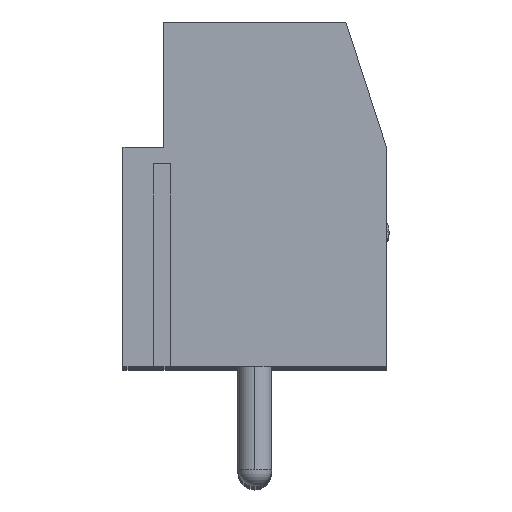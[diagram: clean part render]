
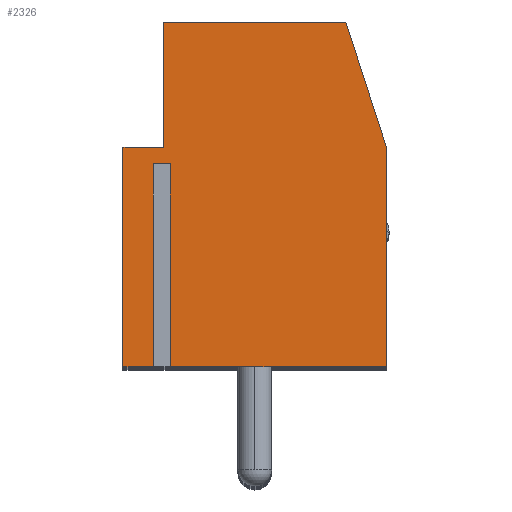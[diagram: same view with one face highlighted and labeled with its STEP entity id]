
A CAD part, top view. The second image highlights one B-rep face of the part: STEP entity #2326.
In plain terms, the highlighted planar face has unit normal (0, 0, 1).
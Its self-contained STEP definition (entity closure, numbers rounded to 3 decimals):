
#19 = DIRECTION ( 'NONE',  ( 0., -1., 0. ) ) ;
#39 = CARTESIAN_POINT ( 'NONE',  ( 3.9, 0., 0. ) ) ;
#52 = EDGE_CURVE ( 'NONE', #2357, #5206, #1612, .T. ) ;
#65 = CARTESIAN_POINT ( 'NONE',  ( 0., -5.1, 0. ) ) ;
#91 = EDGE_CURVE ( 'NONE', #5206, #157, #1308, .T. ) ;
#157 = VERTEX_POINT ( 'NONE', #1005 ) ;
#175 = CARTESIAN_POINT ( 'NONE',  ( -2.61, -5.1, 0. ) ) ;
#240 = CARTESIAN_POINT ( 'NONE',  ( -2.89, 0.9, 0. ) ) ;
#261 = LINE ( 'NONE', #39, #5161 ) ;
#290 = VERTEX_POINT ( 'NONE', #5484 ) ;
#374 = VECTOR ( 'NONE', #2282, 1000. ) ;
#478 = AXIS2_PLACEMENT_3D ( 'NONE', #596, #2901, #2884 ) ;
#514 = LINE ( 'NONE', #2144, #4927 ) ;
#548 = DIRECTION ( 'NONE',  ( 1., 0., 0. ) ) ;
#579 = CARTESIAN_POINT ( 'NONE',  ( 3.9, -5.1, 0. ) ) ;
#594 = LINE ( 'NONE', #4608, #3237 ) ;
#596 = CARTESIAN_POINT ( 'NONE',  ( 0., 0., 0. ) ) ;
#601 = ORIENTED_EDGE ( 'NONE', *, *, #2235, .F. ) ;
#702 = EDGE_CURVE ( 'NONE', #3075, #3397, #594, .T. ) ;
#869 = CARTESIAN_POINT ( 'NONE',  ( -2.7, 1.4, 0. ) ) ;
#887 = VECTOR ( 'NONE', #3764, 1000. ) ;
#1005 = CARTESIAN_POINT ( 'NONE',  ( -3.9, 1.4, 0. ) ) ;
#1008 = CARTESIAN_POINT ( 'NONE',  ( -3., 0.9, 0. ) ) ;
#1068 = EDGE_CURVE ( 'NONE', #157, #290, #2427, .T. ) ;
#1170 = VECTOR ( 'NONE', #2561, 1000. ) ;
#1174 = VECTOR ( 'NONE', #548, 1000. ) ;
#1184 = EDGE_CURVE ( 'NONE', #3927, #3816, #4431, .T. ) ;
#1308 = LINE ( 'NONE', #1520, #4990 ) ;
#1377 = DIRECTION ( 'NONE',  ( 0., 1., 0. ) ) ;
#1440 = DIRECTION ( 'NONE',  ( -1., 0., 0. ) ) ;
#1455 = CARTESIAN_POINT ( 'NONE',  ( 0., -5.1, 0. ) ) ;
#1520 = CARTESIAN_POINT ( 'NONE',  ( 0., 1.4, 0. ) ) ;
#1612 = LINE ( 'NONE', #2297, #374 ) ;
#1620 = LINE ( 'NONE', #2363, #2862 ) ;
#1828 = CARTESIAN_POINT ( 'NONE',  ( 3.9, 1.4, 0. ) ) ;
#2046 = CARTESIAN_POINT ( 'NONE',  ( -2.61, 0.9, 0. ) ) ;
#2089 = VERTEX_POINT ( 'NONE', #240 ) ;
#2144 = CARTESIAN_POINT ( 'NONE',  ( 0., 5.1, 0. ) ) ;
#2235 = EDGE_CURVE ( 'NONE', #3075, #3816, #261, .T. ) ;
#2282 = DIRECTION ( 'NONE',  ( 0., -1., 0. ) ) ;
#2297 = CARTESIAN_POINT ( 'NONE',  ( -2.7, 0., 0. ) ) ;
#2326 = ADVANCED_FACE ( 'NONE', ( #3710 ), #3521, .T. ) ;
#2349 = DIRECTION ( 'NONE',  ( -0.309, 0.951, 0. ) ) ;
#2357 = VERTEX_POINT ( 'NONE', #2359 ) ;
#2359 = CARTESIAN_POINT ( 'NONE',  ( -2.7, 5.1, 0. ) ) ;
#2363 = CARTESIAN_POINT ( 'NONE',  ( -2.61, -9.1, 0. ) ) ;
#2399 = VERTEX_POINT ( 'NONE', #2046 ) ;
#2427 = LINE ( 'NONE', #2922, #1170 ) ;
#2525 = VERTEX_POINT ( 'NONE', #5897 ) ;
#2561 = DIRECTION ( 'NONE',  ( 0., -1., 0. ) ) ;
#2788 = ORIENTED_EDGE ( 'NONE', *, *, #702, .T. ) ;
#2821 = DIRECTION ( 'NONE',  ( 0., 1., 0. ) ) ;
#2862 = VECTOR ( 'NONE', #2821, 1000. ) ;
#2884 = DIRECTION ( 'NONE',  ( 1., 0., 0. ) ) ;
#2901 = DIRECTION ( 'NONE',  ( 0., 0., 1. ) ) ;
#2922 = CARTESIAN_POINT ( 'NONE',  ( -3.9, 0., 0. ) ) ;
#2936 = ORIENTED_EDGE ( 'NONE', *, *, #1184, .T. ) ;
#2940 = ORIENTED_EDGE ( 'NONE', *, *, #4715, .T. ) ;
#3075 = VERTEX_POINT ( 'NONE', #1828 ) ;
#3105 = EDGE_LOOP ( 'NONE', ( #5240, #2940, #3647, #3884, #2936, #601, #2788, #4309, #5061, #3704, #4514 ) ) ;
#3237 = VECTOR ( 'NONE', #2349, 1000. ) ;
#3346 = DIRECTION ( 'NONE',  ( -1., 0., 0. ) ) ;
#3397 = VERTEX_POINT ( 'NONE', #5778 ) ;
#3521 = PLANE ( 'NONE',  #478 ) ;
#3523 = VECTOR ( 'NONE', #3346, 1000. ) ;
#3647 = ORIENTED_EDGE ( 'NONE', *, *, #4891, .F. ) ;
#3666 = LINE ( 'NONE', #65, #1174 ) ;
#3704 = ORIENTED_EDGE ( 'NONE', *, *, #91, .T. ) ;
#3710 = FACE_OUTER_BOUND ( 'NONE', #3105, .T. ) ;
#3764 = DIRECTION ( 'NONE',  ( 1., 0., 0. ) ) ;
#3816 = VERTEX_POINT ( 'NONE', #579 ) ;
#3884 = ORIENTED_EDGE ( 'NONE', *, *, #4789, .F. ) ;
#3927 = VERTEX_POINT ( 'NONE', #175 ) ;
#4098 = LINE ( 'NONE', #5014, #4365 ) ;
#4309 = ORIENTED_EDGE ( 'NONE', *, *, #4590, .F. ) ;
#4365 = VECTOR ( 'NONE', #1377, 1000. ) ;
#4431 = LINE ( 'NONE', #1455, #887 ) ;
#4514 = ORIENTED_EDGE ( 'NONE', *, *, #1068, .T. ) ;
#4590 = EDGE_CURVE ( 'NONE', #2357, #3397, #514, .T. ) ;
#4608 = CARTESIAN_POINT ( 'NONE',  ( 3.94, 1.278, 0. ) ) ;
#4715 = EDGE_CURVE ( 'NONE', #2525, #2089, #4098, .T. ) ;
#4789 = EDGE_CURVE ( 'NONE', #3927, #2399, #1620, .T. ) ;
#4870 = EDGE_CURVE ( 'NONE', #290, #2525, #3666, .T. ) ;
#4891 = EDGE_CURVE ( 'NONE', #2399, #2089, #5882, .T. ) ;
#4927 = VECTOR ( 'NONE', #5322, 1000. ) ;
#4990 = VECTOR ( 'NONE', #1440, 1000. ) ;
#5014 = CARTESIAN_POINT ( 'NONE',  ( -2.89, -9.1, 0. ) ) ;
#5061 = ORIENTED_EDGE ( 'NONE', *, *, #52, .T. ) ;
#5161 = VECTOR ( 'NONE', #19, 1000. ) ;
#5206 = VERTEX_POINT ( 'NONE', #869 ) ;
#5240 = ORIENTED_EDGE ( 'NONE', *, *, #4870, .T. ) ;
#5322 = DIRECTION ( 'NONE',  ( 1., 0., 0. ) ) ;
#5484 = CARTESIAN_POINT ( 'NONE',  ( -3.9, -5.1, 0. ) ) ;
#5778 = CARTESIAN_POINT ( 'NONE',  ( 2.7, 5.1, 0. ) ) ;
#5882 = LINE ( 'NONE', #1008, #3523 ) ;
#5897 = CARTESIAN_POINT ( 'NONE',  ( -2.89, -5.1, 0. ) ) ;
